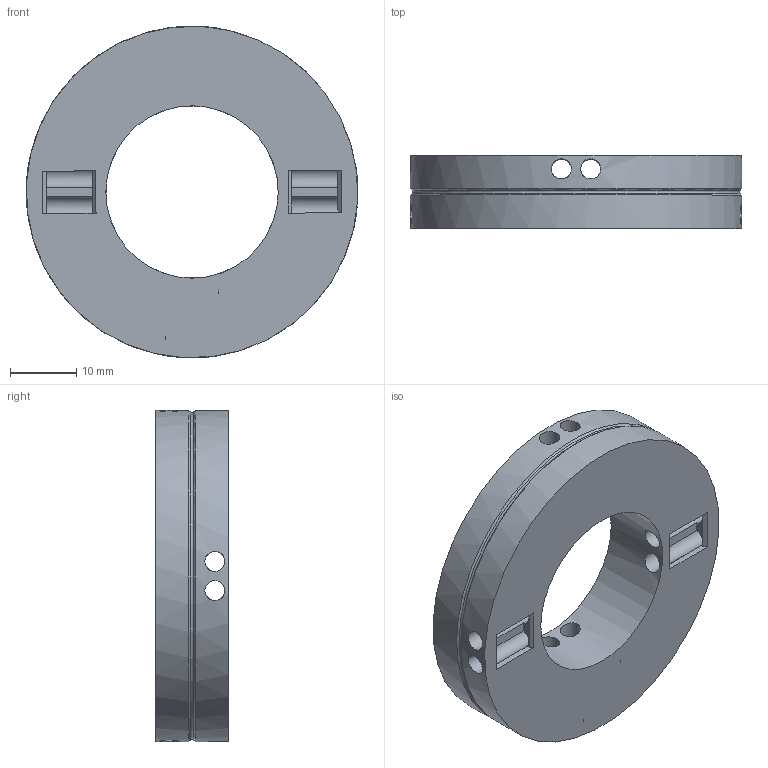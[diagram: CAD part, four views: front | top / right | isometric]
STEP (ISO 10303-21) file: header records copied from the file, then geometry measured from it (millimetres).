
FILE_DESCRIPTION(/* description */ (''),/* implementation_level */ '2;1');
FILE_NAME(/* name */ 'RingUnifiedv2.step',/* time_stamp */ '2022-09-09T18:06:33+02:00',/* author */ (''),/* organization */ (''),/* preprocessor_version */ 'ST-DEVELOPER v19',/* originating_system */ 'Autodesk Translation Framework v11.7.0.108',/* authorisation */ '');
FILE_SCHEMA (('AUTOMOTIVE_DESIGN { 1 0 10303 214 3 1 1 }'));
Length unit declared in the file: millimetre
Products named in the file (1): Ring milieuEPAHT
Bounding box: 49.99 x 11 x 49.98 mm (x, y, z)
Volume: 14850.8 mm3; surface area: 6115.4 mm2
Topology: 1 solids, 1 shells, 52 faces, 182 edges, 126 vertices
Faces by surface type: plane 38, cylinder 11, cone 2, torus 1
Full cylindrical faces by diameter (mm): 3.02 x8, 26 x1, 50 x2
Entity records: 2559 total; most frequent: CARTESIAN_POINT 921, ORIENTED_EDGE 364, DIRECTION 287, EDGE_CURVE 182, VERTEX_POINT 126, LINE 107, VECTOR 107, AXIS2_PLACEMENT_3D 90
